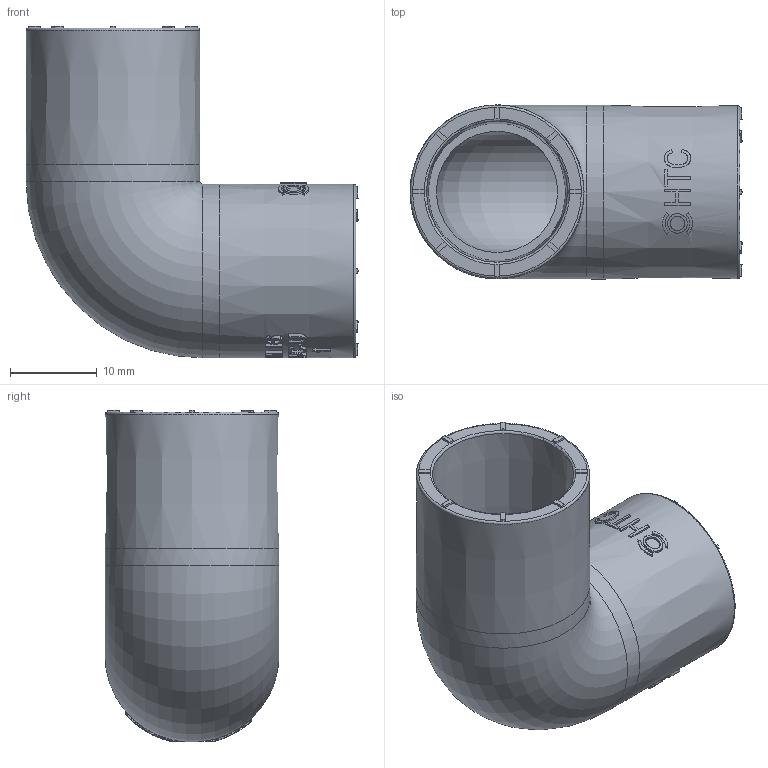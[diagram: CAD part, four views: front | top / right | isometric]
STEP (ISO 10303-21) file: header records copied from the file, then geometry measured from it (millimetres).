
FILE_DESCRIPTION(/* description */ (''),/* implementation_level */ '2;1');
FILE_NAME(/* name */ '16 90°弯头.stp',/* time_stamp */ '2025-03-29T15:48:20+08:00',/* author */ (''),/* organization */ (''),/* preprocessor_version */ 'ST-DEVELOPER v16',/* originating_system */ 'SIEMENS PLM Software NX 10.0',/* authorisation */ '');
FILE_SCHEMA (('AUTOMOTIVE_DESIGN { 1 0 10303 214 3 1 1 1 }'));
Length unit declared in the file: millimetre
Products named in the file (1): gelv1774380Bv0bc
Bounding box: 38.35 x 20.1 x 38.35 mm (x, y, z)
Volume: 7114.8 mm3; surface area: 6081 mm2
Topology: 1 solids, 1 shells, 527 faces, 1409 edges, 932 vertices
Faces by surface type: plane 258, extrusion 188, cone 48, cylinder 27, torus 6
Full cylindrical faces by diameter (mm): 1.655 x1, 2.255 x1, 14 x2, 20.1 x2
Entity records: 20876 total; most frequent: CARTESIAN_POINT 8676, ORIENTED_EDGE 2746, DIRECTION 1951, EDGE_CURVE 1373, VERTEX_POINT 914, VECTOR 799, B_SPLINE_CURVE_WITH_KNOTS 714, LINE 611
